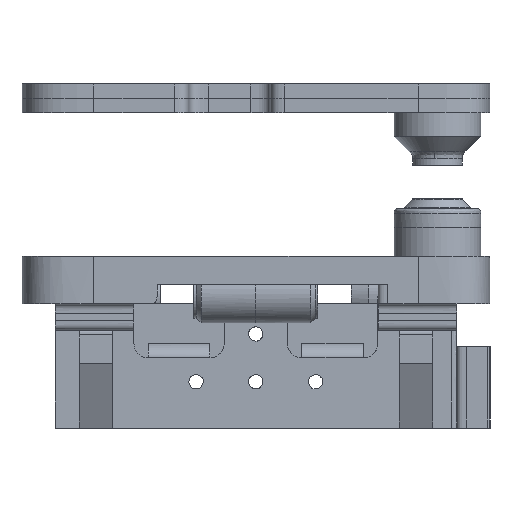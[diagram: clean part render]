
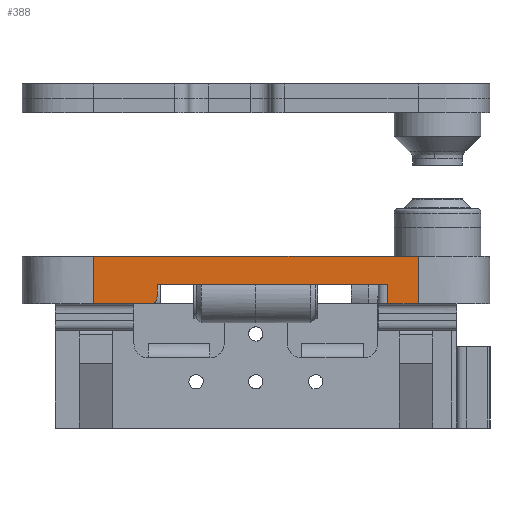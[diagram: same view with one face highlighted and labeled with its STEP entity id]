
A CAD part, left-side view. The second image highlights one B-rep face of the part: STEP entity #388.
In plain terms, the highlighted planar face has unit normal (-1, 0, 0).
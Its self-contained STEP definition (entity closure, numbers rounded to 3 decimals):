
#388=ADVANCED_FACE('',(#931),#9376,.T.);
#931=FACE_OUTER_BOUND('',#1491,.T.);
#1491=EDGE_LOOP('',(#3034,#3035,#3036,#3037,#3038,#3039,#3040,#3041,#3042));
#3034=ORIENTED_EDGE('',*,*,#5597,.F.);
#3035=ORIENTED_EDGE('',*,*,#5598,.T.);
#3036=ORIENTED_EDGE('',*,*,#5591,.F.);
#3037=ORIENTED_EDGE('',*,*,#5595,.T.);
#3038=ORIENTED_EDGE('',*,*,#5590,.T.);
#3039=ORIENTED_EDGE('',*,*,#5551,.T.);
#3040=ORIENTED_EDGE('',*,*,#5550,.F.);
#3041=ORIENTED_EDGE('',*,*,#5603,.F.);
#3042=ORIENTED_EDGE('',*,*,#5604,.F.);
#5550=EDGE_CURVE('',#8378,#8379,#6898,.T.);
#5551=EDGE_CURVE('',#8365,#8379,#7718,.T.);
#5590=EDGE_CURVE('',#8451,#8365,#6924,.T.);
#5591=EDGE_CURVE('',#8453,#8456,#6925,.T.);
#5595=EDGE_CURVE('',#8453,#8451,#6929,.T.);
#5597=EDGE_CURVE('',#8455,#8458,#6931,.T.);
#5598=EDGE_CURVE('',#8455,#8456,#6932,.T.);
#5603=EDGE_CURVE('',#8457,#8378,#6936,.T.);
#5604=EDGE_CURVE('',#8458,#8457,#6937,.T.);
#6898=B_SPLINE_CURVE_WITH_KNOTS('',1,(#14620,#14621),.UNSPECIFIED.,.F.,
 .F.,(2,2),(0.,4.),.UNSPECIFIED.);
#6924=B_SPLINE_CURVE_WITH_KNOTS('',1,(#14769,#14770),.UNSPECIFIED.,.F.,
 .F.,(2,2),(-2.,0.),.UNSPECIFIED.);
#6925=B_SPLINE_CURVE_WITH_KNOTS('',1,(#14771,#14772,#14773),
 .UNSPECIFIED.,.F.,.F.,(2,1,2),(-16.663,-14.,-5.359),
 .UNSPECIFIED.);
#6929=B_SPLINE_CURVE_WITH_KNOTS('',5,(#14780,#14781,#14782,#14783,#14784,
#14785),.UNSPECIFIED.,.F.,.F.,(6,6),(-3.766,0.),
 .UNSPECIFIED.);
#6931=B_SPLINE_CURVE_WITH_KNOTS('',1,(#14792,#14793,#14794,#14795,#14796,
#14797,#14798,#14799),.UNSPECIFIED.,.F.,.F.,(2,1,1,1,1,1,1,2),(-95.698,
-83.849,-78.488,-64.275,-40.034,
-38.692,-38.335,-37.908),.UNSPECIFIED.);
#6932=B_SPLINE_CURVE_WITH_KNOTS('',1,(#14800,#14801),.UNSPECIFIED.,.F.,
 .F.,(2,2),(0.,10.),.UNSPECIFIED.);
#6936=B_SPLINE_CURVE_WITH_KNOTS('',1,(#14848,#14849),.UNSPECIFIED.,.F.,
 .F.,(2,2),(15.,21.417),.UNSPECIFIED.);
#6937=B_SPLINE_CURVE_WITH_KNOTS('',1,(#14850,#14851),.UNSPECIFIED.,.F.,
 .F.,(2,2),(0.,10.),.UNSPECIFIED.);
#7718=(
BOUNDED_CURVE()
B_SPLINE_CURVE(1,(#14622,#14623,#14624,#14625,#14626,#14627),
 .UNSPECIFIED.,.F.,.F.)
B_SPLINE_CURVE_WITH_KNOTS((2,1,1,1,1,2),(-296.324,-290.963,
-276.75,-252.509,-251.167,-251.135),
 .UNSPECIFIED.)
CURVE()
GEOMETRIC_REPRESENTATION_ITEM()
RATIONAL_B_SPLINE_CURVE((1.,1.,1.,1.,1.,1.))
REPRESENTATION_ITEM('')
);
#8365=VERTEX_POINT('',#13323);
#8378=VERTEX_POINT('',#13336);
#8379=VERTEX_POINT('',#13337);
#8451=VERTEX_POINT('',#13409);
#8453=VERTEX_POINT('',#13411);
#8455=VERTEX_POINT('',#13413);
#8456=VERTEX_POINT('',#13414);
#8457=VERTEX_POINT('',#13415);
#8458=VERTEX_POINT('',#13416);
#9376=PLANE('',#9756);
#9756=AXIS2_PLACEMENT_3D('',#12960,#10136,$);
#10136=DIRECTION('',(-1.,0.,0.));
#12960=CARTESIAN_POINT('',(-1263.025,205.977,-0.156));
#13323=CARTESIAN_POINT('',(-1263.025,300.13,-9.035));
#13336=CARTESIAN_POINT('',(-1263.025,251.889,-13.035));
#13337=CARTESIAN_POINT('',(-1263.025,251.889,-9.035));
#13409=CARTESIAN_POINT('',(-1263.025,300.13,-11.035));
#13411=CARTESIAN_POINT('',(-1263.025,302.13,-13.035));
#13413=CARTESIAN_POINT('',(-1263.025,313.434,-3.035));
#13414=CARTESIAN_POINT('',(-1263.025,313.434,-13.035));
#13415=CARTESIAN_POINT('',(-1263.025,245.472,-13.035));
#13416=CARTESIAN_POINT('',(-1263.025,245.472,-3.035));
#14620=CARTESIAN_POINT('',(-1263.025,251.889,-13.035));
#14621=CARTESIAN_POINT('',(-1263.025,251.889,-9.035));
#14622=CARTESIAN_POINT('',(-1263.025,300.13,-9.035));
#14623=CARTESIAN_POINT('',(-1263.025,294.472,-9.035));
#14624=CARTESIAN_POINT('',(-1263.025,279.472,-9.035));
#14625=CARTESIAN_POINT('',(-1263.025,253.889,-9.035));
#14626=CARTESIAN_POINT('',(-1263.025,252.472,-9.035));
#14627=CARTESIAN_POINT('',(-1263.025,251.889,-9.035));
#14769=CARTESIAN_POINT('',(-1263.025,300.13,-11.035));
#14770=CARTESIAN_POINT('',(-1263.025,300.13,-9.035));
#14771=CARTESIAN_POINT('',(-1263.025,302.13,-13.035));
#14772=CARTESIAN_POINT('',(-1263.025,304.793,-13.035));
#14773=CARTESIAN_POINT('',(-1263.025,313.434,-13.035));
#14780=CARTESIAN_POINT('',(-1263.025,302.13,-13.035));
#14781=CARTESIAN_POINT('',(-1263.025,301.33,-13.035));
#14782=CARTESIAN_POINT('',(-1263.025,300.53,-13.035));
#14783=CARTESIAN_POINT('',(-1263.025,300.13,-12.635));
#14784=CARTESIAN_POINT('',(-1263.025,300.13,-11.835));
#14785=CARTESIAN_POINT('',(-1263.025,300.13,-11.035));
#14792=CARTESIAN_POINT('',(-1263.025,313.434,-3.035));
#14793=CARTESIAN_POINT('',(-1263.025,300.13,-3.035));
#14794=CARTESIAN_POINT('',(-1263.025,294.472,-3.035));
#14795=CARTESIAN_POINT('',(-1263.025,279.472,-3.035));
#14796=CARTESIAN_POINT('',(-1263.025,253.889,-3.035));
#14797=CARTESIAN_POINT('',(-1263.025,252.472,-3.035));
#14798=CARTESIAN_POINT('',(-1263.025,245.944,-3.035));
#14799=CARTESIAN_POINT('',(-1263.025,245.472,-3.035));
#14800=CARTESIAN_POINT('',(-1263.025,313.434,-3.035));
#14801=CARTESIAN_POINT('',(-1263.025,313.434,-13.035));
#14848=CARTESIAN_POINT('',(-1263.025,245.472,-13.035));
#14849=CARTESIAN_POINT('',(-1263.025,251.889,-13.035));
#14850=CARTESIAN_POINT('',(-1263.025,245.472,-3.035));
#14851=CARTESIAN_POINT('',(-1263.025,245.472,-13.035));
